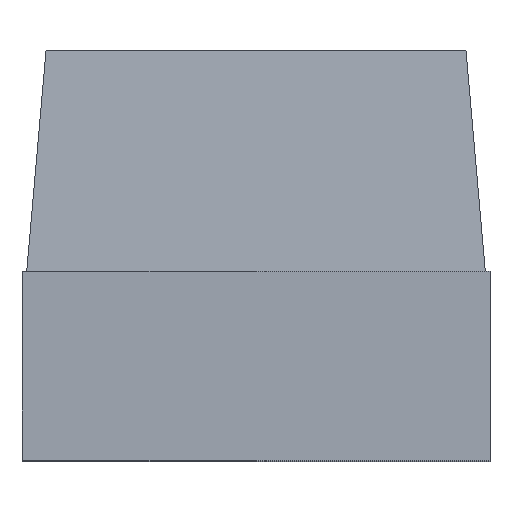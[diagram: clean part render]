
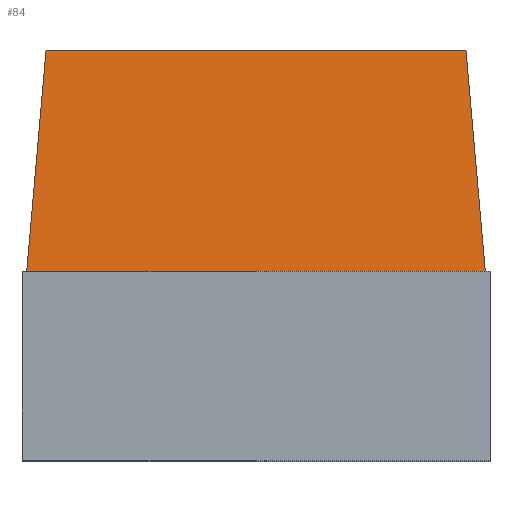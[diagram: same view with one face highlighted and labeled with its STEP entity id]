
A CAD part, top view. The second image highlights one B-rep face of the part: STEP entity #84.
In plain terms, the highlighted planar face has unit normal (0, 0.087, 0.996).
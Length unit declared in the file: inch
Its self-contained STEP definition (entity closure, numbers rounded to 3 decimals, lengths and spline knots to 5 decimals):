
#56 = VERTEX_POINT ( 'NONE', #618 ) ;
#58 = VERTEX_POINT ( 'NONE', #617 ) ;
#71 = EDGE_LOOP ( 'NONE', ( #101, #85, #81, #82 ) ) ;
#81 = ORIENTED_EDGE ( 'NONE', *, *, #264, .T. ) ;
#82 = ORIENTED_EDGE ( 'NONE', *, *, #83, .F. ) ;
#83 = EDGE_CURVE ( 'NONE', #56, #249, #652, .T. ) ;
#84 = ADVANCED_FACE ( 'NONE', ( #648 ), #692, .T. ) ;
#85 = ORIENTED_EDGE ( 'NONE', *, *, #86, .F. ) ;
#86 = EDGE_CURVE ( 'NONE', #230, #58, #687, .T. ) ;
#101 = ORIENTED_EDGE ( 'NONE', *, *, #114, .F. ) ;
#114 = EDGE_CURVE ( 'NONE', #58, #56, #800, .T. ) ;
#230 = VERTEX_POINT ( 'NONE', #1103 ) ;
#249 = VERTEX_POINT ( 'NONE', #1158 ) ;
#264 = EDGE_CURVE ( 'NONE', #230, #249, #1204, .T. ) ;
#617 = CARTESIAN_POINT ( 'NONE',  ( -0.02243, 0.04331, 0.02543 ) ) ;
#618 = CARTESIAN_POINT ( 'NONE',  ( 0.02243, 0.04331, 0.02543 ) ) ;
#648 = FACE_OUTER_BOUND ( 'NONE', #71, .T. ) ;
#649 = DIRECTION ( 'NONE',  ( 0.087, -0.992, 0.087 ) ) ;
#650 = VECTOR ( 'NONE', #649, 39.37008 ) ;
#651 = CARTESIAN_POINT ( 'NONE',  ( 0.02243, 0.04331, 0.02543 ) ) ;
#652 = LINE ( 'NONE', #651, #650 ) ;
#684 = DIRECTION ( 'NONE',  ( 0.087, 0.992, -0.087 ) ) ;
#685 = VECTOR ( 'NONE', #684, 39.37008 ) ;
#686 = CARTESIAN_POINT ( 'NONE',  ( -0.0245, 0.01969, 0.0275 ) ) ;
#687 = LINE ( 'NONE', #686, #685 ) ;
#688 = DIRECTION ( 'NONE',  ( 0., -0.996, 0.087 ) ) ;
#689 = DIRECTION ( 'NONE',  ( 0., 0.087, 0.996 ) ) ;
#690 = CARTESIAN_POINT ( 'NONE',  ( 0.0245, 0.01969, 0.0275 ) ) ;
#691 = AXIS2_PLACEMENT_3D ( 'NONE', #690, #689, #688 ) ;
#692 = PLANE ( 'NONE',  #691 ) ;
#797 = DIRECTION ( 'NONE',  ( 1., 0., 0. ) ) ;
#798 = VECTOR ( 'NONE', #797, 39.37008 ) ;
#799 = CARTESIAN_POINT ( 'NONE',  ( 0.0245, 0.04331, 0.02543 ) ) ;
#800 = LINE ( 'NONE', #799, #798 ) ;
#1103 = CARTESIAN_POINT ( 'NONE',  ( -0.0245, 0.01969, 0.0275 ) ) ;
#1158 = CARTESIAN_POINT ( 'NONE',  ( 0.0245, 0.01969, 0.0275 ) ) ;
#1201 = DIRECTION ( 'NONE',  ( 1., 0., 0. ) ) ;
#1202 = VECTOR ( 'NONE', #1201, 39.37008 ) ;
#1203 = CARTESIAN_POINT ( 'NONE',  ( 0.0245, 0.01969, 0.0275 ) ) ;
#1204 = LINE ( 'NONE', #1203, #1202 ) ;
